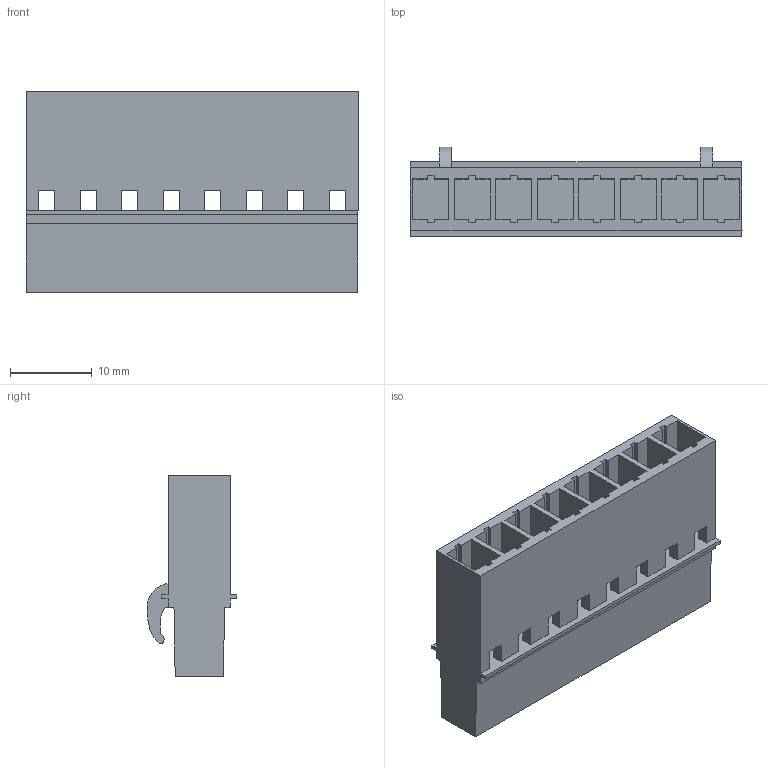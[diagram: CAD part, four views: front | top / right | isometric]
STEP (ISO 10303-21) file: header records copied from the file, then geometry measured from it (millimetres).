
FILE_DESCRIPTION(('CATIA V5 STEP Exchange','CAx-IF Rec.Pracs.--- Model Styling and Organization---1.4--- 2014-01-23'),'2;1');
FILE_NAME ('D1490169_0_1712020000_1712020000.stp','2021-06-18T08:52:46+00:00',('none'),('Weidmueller'),'CATIA Version 5-6 Release 2016 SP3 HF44','CATIA V5 STEP AP214','none');
FILE_SCHEMA(('AUTOMOTIVE_DESIGN { 1 0 10303 214 1 1 1 1 }'));
Length unit declared in the file: millimetre
Products named in the file (1): 1712020000
Bounding box: 40.64 x 11 x 24.55 mm (x, y, z)
Volume: 4199.1 mm3; surface area: 5730.7 mm2
Topology: 1 solids, 1 shells, 243 faces, 738 edges, 486 vertices
Faces by surface type: plane 193, cylinder 34, cone 16
Entity records: 8099 total; most frequent: CARTESIAN_POINT 1675, ORIENTED_EDGE 1476, DIRECTION 965, EDGE_CURVE 738, VECTOR 654, LINE 654, VERTEX_POINT 486, EDGE_LOOP 264
